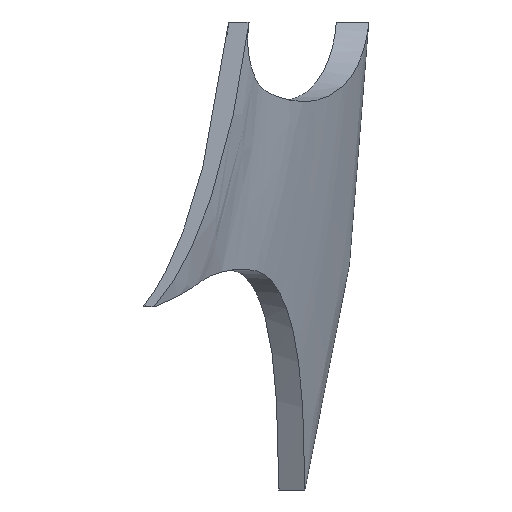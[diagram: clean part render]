
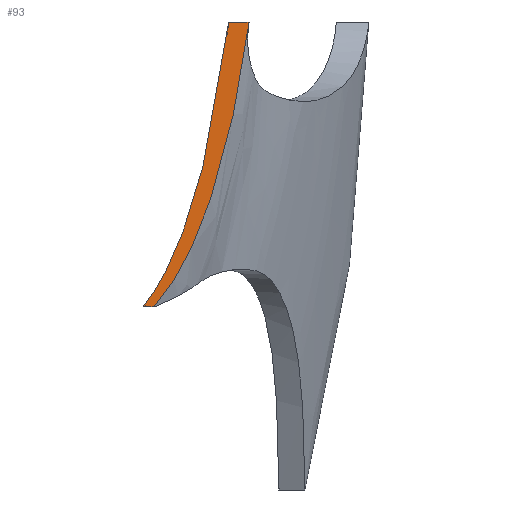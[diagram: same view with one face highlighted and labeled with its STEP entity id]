
A CAD part, top view. The second image highlights one B-rep face of the part: STEP entity #93.
In plain terms, the highlighted planar face has unit normal (0, 0, 1).
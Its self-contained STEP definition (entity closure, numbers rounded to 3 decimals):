
#18=PLANE('',#110);
#23=FACE_OUTER_BOUND('',#29,.T.);
#29=EDGE_LOOP('',(#79,#80,#81,#82));
#34=B_SPLINE_CURVE_WITH_KNOTS('',3,(#1836,#1837,#1838,#1839,#1840,#1841,
#1842,#1843,#1844,#1845,#1846,#1847,#1848,#1849),.UNSPECIFIED.,.F.,.F.,
(4,1,1,1,1,1,1,1,1,1,1,4),(0.333,0.341,0.347,
0.353,0.388,0.4,0.424,
0.433,0.441,0.45,0.455,
0.459),.UNSPECIFIED.);
#39=B_SPLINE_CURVE_WITH_KNOTS('',3,(#2114,#2115,#2116,#2117),
 .UNSPECIFIED.,.F.,.F.,(4,4),(30.052,31.552),
 .UNSPECIFIED.);
#40=B_SPLINE_CURVE_WITH_KNOTS('',3,(#2189,#2190,#2191,#2192),
 .UNSPECIFIED.,.F.,.F.,(4,4),(41.725,44.522),
 .UNSPECIFIED.);
#42=B_SPLINE_CURVE_WITH_KNOTS('',3,(#2285,#2286,#2287,#2288,#2289,#2290,
#2291,#2292,#2293,#2294,#2295,#2296,#2297,#2298,#2299,#2300,#2301,#2302,
#2303,#2304,#2305,#2306,#2307,#2308,#2309,#2310,#2311,#2312,#2313,#2314,
#2315,#2316,#2317,#2318),.UNSPECIFIED.,.F.,.F.,(4,3,3,3,3,3,3,3,3,3,3,4),
(-56.796,-55.396,-53.995,-51.194,
-48.393,-45.592,-38.122,-34.387,
-25.05,-23.182,-19.447,-16.874),
 .UNSPECIFIED.);
#44=VERTEX_POINT('',#1667);
#46=VERTEX_POINT('',#1738);
#49=VERTEX_POINT('',#2013);
#50=VERTEX_POINT('',#2188);
#54=EDGE_CURVE('',#44,#46,#34,.T.);
#59=EDGE_CURVE('',#46,#49,#39,.T.);
#60=EDGE_CURVE('',#44,#50,#40,.T.);
#62=EDGE_CURVE('',#49,#50,#42,.T.);
#79=ORIENTED_EDGE('',*,*,#54,.T.);
#80=ORIENTED_EDGE('',*,*,#59,.T.);
#81=ORIENTED_EDGE('',*,*,#62,.T.);
#82=ORIENTED_EDGE('',*,*,#60,.F.);
#93=ADVANCED_FACE('',(#23),#18,.T.);
#110=AXIS2_PLACEMENT_3D('',#2284,#115,#116);
#115=DIRECTION('center_axis',(0.,0.,1.));
#116=DIRECTION('ref_axis',(0.,-1.,0.));
#1667=CARTESIAN_POINT('',(186.465,284.537,719.865));
#1738=CARTESIAN_POINT('',(69.735,-105.274,719.865));
#1836=CARTESIAN_POINT('Ctrl Pts',(186.465,284.537,719.865));
#1837=CARTESIAN_POINT('Ctrl Pts',(185.243,274.252,719.865));
#1838=CARTESIAN_POINT('Ctrl Pts',(183.022,256.642,719.865));
#1839=CARTESIAN_POINT('Ctrl Pts',(179.583,231.978,719.865));
#1840=CARTESIAN_POINT('Ctrl Pts',(170.847,174.356,719.865));
#1841=CARTESIAN_POINT('Ctrl Pts',(158.675,112.634,719.865));
#1842=CARTESIAN_POINT('Ctrl Pts',(138.13,36.815,719.865));
#1843=CARTESIAN_POINT('Ctrl Pts',(123.103,-7.147,719.865));
#1844=CARTESIAN_POINT('Ctrl Pts',(106.829,-44.317,719.865));
#1845=CARTESIAN_POINT('Ctrl Pts',(95.501,-66.652,719.865));
#1846=CARTESIAN_POINT('Ctrl Pts',(85.279,-83.785,719.865));
#1847=CARTESIAN_POINT('Ctrl Pts',(76.575,-96.446,719.865));
#1848=CARTESIAN_POINT('Ctrl Pts',(72.045,-102.4,719.865));
#1849=CARTESIAN_POINT('Ctrl Pts',(69.735,-105.274,719.865));
#2013=CARTESIAN_POINT('',(84.735,-105.274,719.865));
#2114=CARTESIAN_POINT('Ctrl Pts',(69.735,-105.274,719.865));
#2115=CARTESIAN_POINT('Ctrl Pts',(74.735,-105.274,719.865));
#2116=CARTESIAN_POINT('Ctrl Pts',(79.735,-105.274,719.865));
#2117=CARTESIAN_POINT('Ctrl Pts',(84.735,-105.274,719.865));
#2188=CARTESIAN_POINT('',(214.435,284.537,719.865));
#2189=CARTESIAN_POINT('Ctrl Pts',(186.465,284.537,719.865));
#2190=CARTESIAN_POINT('Ctrl Pts',(195.788,284.537,719.865));
#2191=CARTESIAN_POINT('Ctrl Pts',(205.112,284.537,719.865));
#2192=CARTESIAN_POINT('Ctrl Pts',(214.435,284.537,719.865));
#2284=CARTESIAN_POINT('Origin',(0.,454.994,719.865));
#2285=CARTESIAN_POINT('Ctrl Pts',(84.735,-105.274,719.865));
#2286=CARTESIAN_POINT('Ctrl Pts',(87.302,-102.4,719.865));
#2287=CARTESIAN_POINT('Ctrl Pts',(89.818,-99.423,719.865));
#2288=CARTESIAN_POINT('Ctrl Pts',(92.286,-96.352,719.865));
#2289=CARTESIAN_POINT('Ctrl Pts',(94.753,-93.281,719.865));
#2290=CARTESIAN_POINT('Ctrl Pts',(97.17,-90.115,719.865));
#2291=CARTESIAN_POINT('Ctrl Pts',(99.539,-86.863,719.865));
#2292=CARTESIAN_POINT('Ctrl Pts',(104.277,-80.358,719.865));
#2293=CARTESIAN_POINT('Ctrl Pts',(108.821,-73.505,719.865));
#2294=CARTESIAN_POINT('Ctrl Pts',(113.19,-66.356,719.865));
#2295=CARTESIAN_POINT('Ctrl Pts',(117.559,-59.207,719.865));
#2296=CARTESIAN_POINT('Ctrl Pts',(121.755,-51.762,719.865));
#2297=CARTESIAN_POINT('Ctrl Pts',(125.79,-44.057,719.865));
#2298=CARTESIAN_POINT('Ctrl Pts',(129.826,-36.352,719.865));
#2299=CARTESIAN_POINT('Ctrl Pts',(133.7,-28.388,719.865));
#2300=CARTESIAN_POINT('Ctrl Pts',(137.429,-20.197,719.865));
#2301=CARTESIAN_POINT('Ctrl Pts',(147.372,1.644,719.865));
#2302=CARTESIAN_POINT('Ctrl Pts',(156.277,25.092,719.865));
#2303=CARTESIAN_POINT('Ctrl Pts',(164.318,49.754,719.865));
#2304=CARTESIAN_POINT('Ctrl Pts',(168.339,62.086,719.865));
#2305=CARTESIAN_POINT('Ctrl Pts',(172.144,74.721,719.865));
#2306=CARTESIAN_POINT('Ctrl Pts',(175.749,87.628,719.865));
#2307=CARTESIAN_POINT('Ctrl Pts',(184.761,119.894,719.865));
#2308=CARTESIAN_POINT('Ctrl Pts',(192.521,153.856,719.865));
#2309=CARTESIAN_POINT('Ctrl Pts',(199.217,189.108,719.865));
#2310=CARTESIAN_POINT('Ctrl Pts',(200.556,196.159,719.865));
#2311=CARTESIAN_POINT('Ctrl Pts',(201.853,203.261,719.865));
#2312=CARTESIAN_POINT('Ctrl Pts',(203.108,210.414,719.865));
#2313=CARTESIAN_POINT('Ctrl Pts',(205.617,224.722,719.865));
#2314=CARTESIAN_POINT('Ctrl Pts',(207.959,239.235,719.865));
#2315=CARTESIAN_POINT('Ctrl Pts',(210.143,253.926,719.865));
#2316=CARTESIAN_POINT('Ctrl Pts',(211.648,264.046,719.865));
#2317=CARTESIAN_POINT('Ctrl Pts',(213.078,274.25,719.865));
#2318=CARTESIAN_POINT('Ctrl Pts',(214.435,284.535,719.865));
